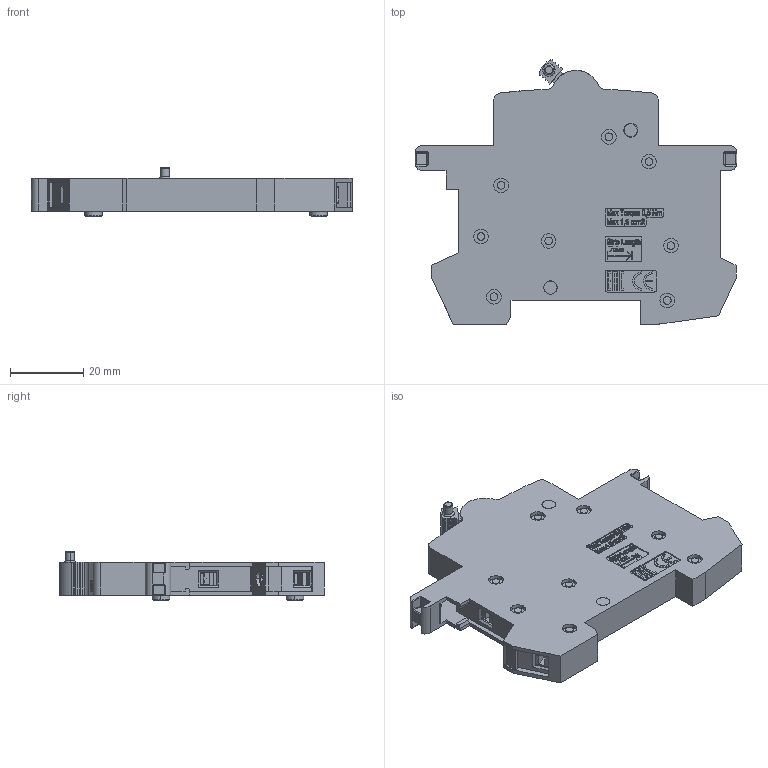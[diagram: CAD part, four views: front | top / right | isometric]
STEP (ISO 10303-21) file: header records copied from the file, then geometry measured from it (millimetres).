
FILE_DESCRIPTION((''),'2;1');
FILE_NAME('ASM0024_ASM','2020-12-24T',('marketing.praksa'),('Audax d.o.o.'),'CREO PARAMETRIC BY PTC INC, 2017480','CREO PARAMETRIC BY PTC INC, 2017480','');
FILE_SCHEMA(('AUTOMOTIVE_DESIGN { 1 0 10303 214 1 1 1 1 }'));
Products named in the file (19): 0000022013_1_1_2_1_1_1_2_3_4__5; 0000022013_1_1_2_1_1_1_2_3_4__7; 0000022013_1_1_2_1_1_1_2_3_4__6_ASM; ASM0005_ASM_1_ASM_1_1_2_3_ASM_2_ASM; ASM0006_ASM_1_1_2_3_1_1; ASM0007_ASM_1_1_2_3_4_1_1; ASM0009_ASM_1_1_2_3_1_1; ASM0010_ASM_1_1_2_3_1_1; ASM0011_ASM_1_1_2_3_1_1; TMP_DWG_65_1_1_1_2_1_2_1_1_2__1; TMP_DWG_65_1_2_1_2_1_2_1_1_2__1; TMP_DWG_65_1_3_1_2_1_2_1_1_2__1; ASM0008_1_ASM_1_1_2_3_4_5_ASM_2_ASM; ASM0012_ASM_1_1_2_3_ASM_1_1_ASM; PS_KZS-2M_4M_ASM_1_1_2_3_ASM__1_ASM; PRT0008_1_1_2_3_1_1; ASM0022_ASM_1_1_ASM; ASM0021_ASM_1_1_ASM; ASM0024_ASM
Assembly tree (18 placements, depth 6):
  ASM0024_ASM
    ASM0021_ASM_1_1_ASM
      PS_KZS-2M_4M_ASM_1_1_2_3_ASM__1_ASM
        ASM0005_ASM_1_ASM_1_1_2_3_ASM_2_ASM
          0000022013_1_1_2_1_1_1_2_3_4__6_ASM
            0000022013_1_1_2_1_1_1_2_3_4__5
            0000022013_1_1_2_1_1_1_2_3_4__7
        ASM0006_ASM_1_1_2_3_1_1
        ASM0007_ASM_1_1_2_3_4_1_1
        ASM0009_ASM_1_1_2_3_1_1
        ASM0010_ASM_1_1_2_3_1_1
        ASM0011_ASM_1_1_2_3_1_1
        ASM0012_ASM_1_1_2_3_ASM_1_1_ASM
          ASM0008_1_ASM_1_1_2_3_4_5_ASM_2_ASM
            TMP_DWG_65_1_1_1_2_1_2_1_1_2__1
            TMP_DWG_65_1_2_1_2_1_2_1_1_2__1
            TMP_DWG_65_1_3_1_2_1_2_1_1_2__1
      ASM0022_ASM_1_1_ASM
        PRT0008_1_1_2_3_1_1
Bounding box: 88 x 72.39 x 13.52 mm (x, y, z)
Volume: 34063.7 mm3; surface area: 19243.7 mm2
Topology: 6 solids, 27 shells, 2919 faces, 8114 edges, 5359 vertices
Faces by surface type: plane 1639, extrusion 756, cylinder 384, cone 58, torus 40, bspline 24, sphere 18
Entity records: 123096 total; most frequent: CARTESIAN_POINT 26090, ORIENTED_EDGE 16168, DIRECTION 12583, EDGE_CURVE 8104, VECTOR 6033, VERTEX_POINT 5359, LINE 5277, PRESENTATION_STYLE_ASSIGNMENT 4264
